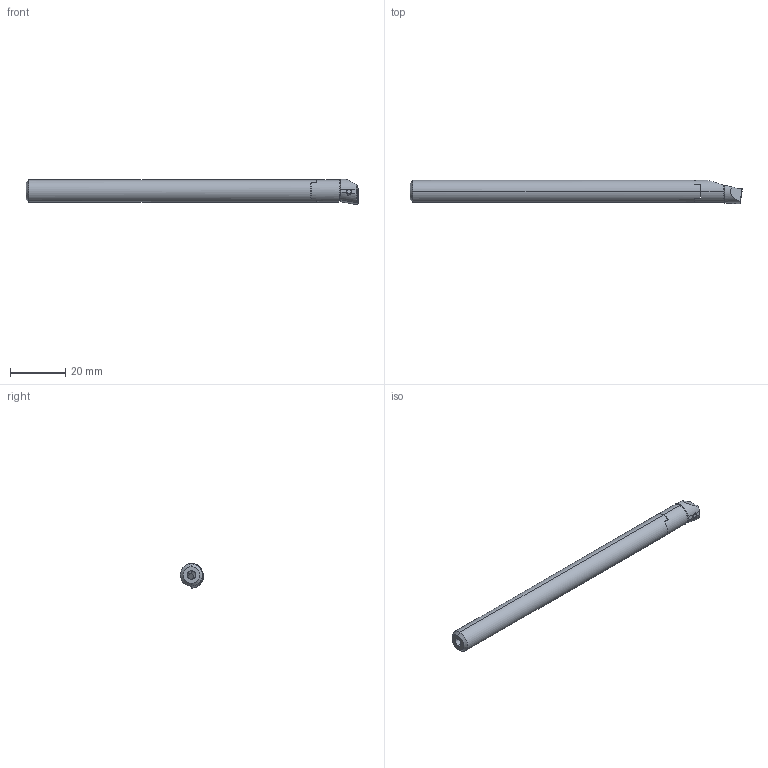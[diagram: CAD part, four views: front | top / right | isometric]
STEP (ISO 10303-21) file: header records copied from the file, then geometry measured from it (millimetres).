
FILE_DESCRIPTION (( 'STEP AP203' ), '1' );
FILE_NAME ('B10.WCA.K13.120.STEP', '2013-03-06T13:19:08', ( 'baer' ), ( 'Hewlett-Packard Company' ), 'SwSTEP 2.0', 'SolidWorks 2012', '' );
FILE_SCHEMA (( 'CONFIG_CONTROL_DESIGN' ));
Length unit declared in the file: millimetre
Products named in the file (6): B10.WCA.K13.120; CCMT060204; WCA-ER2.001.005_A; B10-WCA.K13.120_A; HM2-BG1.001.017_B; HM2-U08.001.105_A
Assembly tree (5 placements, depth 3):
  B10.WCA.K13.120
    B10-WCA.K13.120_A
      HM2-U08.001.105_A
      HM2-BG1.001.017_B
    WCA-ER2.001.005_A
    CCMT060204
Bounding box: 120 x 8.43 x 9.07 mm (x, y, z)
Volume: 5015.9 mm3; surface area: 4416.3 mm2
Topology: 4 solids, 4 shells, 134 faces, 341 edges, 211 vertices
Faces by surface type: plane 43, cylinder 40, cone 27, bspline 12, torus 10, sphere 2
Entity records: 5053 total; most frequent: CARTESIAN_POINT 1372, ORIENTED_EDGE 674, DIRECTION 616, EDGE_CURVE 337, AXIS2_PLACEMENT_3D 245, VERTEX_POINT 211, EDGE_LOOP 142, FACE_OUTER_BOUND 134
